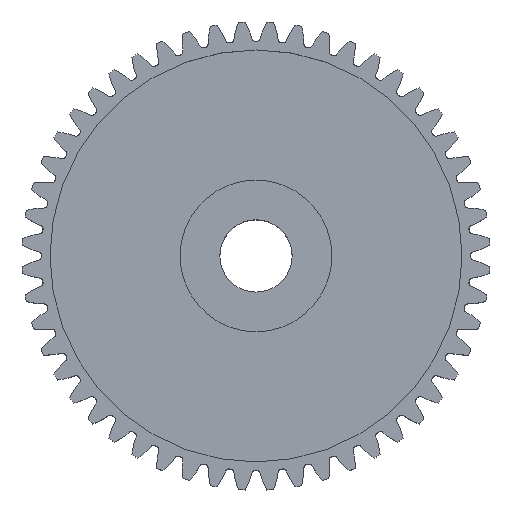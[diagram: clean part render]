
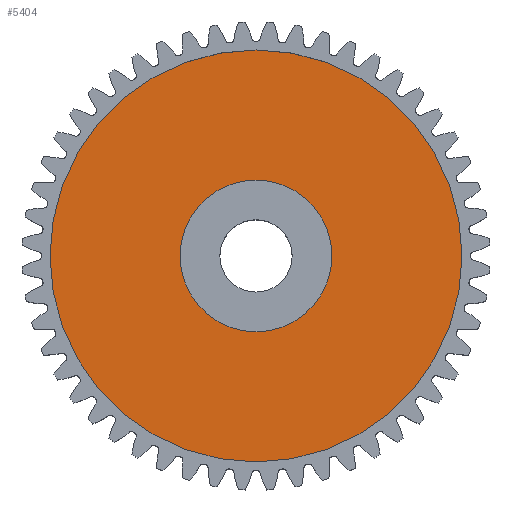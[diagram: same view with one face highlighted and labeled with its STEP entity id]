
A CAD part, top view. The second image highlights one B-rep face of the part: STEP entity #5404.
In plain terms, the highlighted planar face has unit normal (0, 0, 1).
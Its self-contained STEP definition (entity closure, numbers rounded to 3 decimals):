
#182 = FACE_OUTER_BOUND ( 'NONE', #5416, .T. ) ;
#183 = DIRECTION ( 'NONE',  ( -1., 0., 0. ) ) ;
#184 = DIRECTION ( 'NONE',  ( 0., 0., -1. ) ) ;
#190 = DIRECTION ( 'NONE',  ( -1., 0., 0. ) ) ;
#191 = DIRECTION ( 'NONE',  ( 0., 0., -1. ) ) ;
#192 = AXIS2_PLACEMENT_3D ( 'NONE', #232, #191, #190 ) ;
#193 = DIRECTION ( 'NONE',  ( -1., 0., 0. ) ) ;
#194 = DIRECTION ( 'NONE',  ( 0., 0., -1. ) ) ;
#195 = CARTESIAN_POINT ( 'NONE',  ( 0., 0., 7.75 ) ) ;
#196 = AXIS2_PLACEMENT_3D ( 'NONE', #195, #194, #193 ) ;
#198 = FACE_BOUND ( 'NONE', #5396, .T. ) ;
#217 = PLANE ( 'NONE',  #196 ) ;
#218 = CIRCLE ( 'NONE', #225, 28.5 ) ;
#224 = CARTESIAN_POINT ( 'NONE',  ( 0., 0., 7.75 ) ) ;
#225 = AXIS2_PLACEMENT_3D ( 'NONE', #224, #184, #183 ) ;
#231 = CIRCLE ( 'NONE', #192, 10.5 ) ;
#232 = CARTESIAN_POINT ( 'NONE',  ( 0., 0., 7.75 ) ) ;
#457 = CARTESIAN_POINT ( 'NONE',  ( 10.5, 0., 7.75 ) ) ;
#484 = AXIS2_PLACEMENT_3D ( 'NONE', #502, #501, #500 ) ;
#488 = CIRCLE ( 'NONE', #484, 10.5 ) ;
#500 = DIRECTION ( 'NONE',  ( -1., 0., 0. ) ) ;
#501 = DIRECTION ( 'NONE',  ( 0., 0., -1. ) ) ;
#502 = CARTESIAN_POINT ( 'NONE',  ( 0., 0., 7.75 ) ) ;
#742 = CARTESIAN_POINT ( 'NONE',  ( 28.5, 0., 7.75 ) ) ;
#744 = AXIS2_PLACEMENT_3D ( 'NONE', #786, #785, #784 ) ;
#751 = CARTESIAN_POINT ( 'NONE',  ( -28.5, 0., 7.75 ) ) ;
#762 = CIRCLE ( 'NONE', #744, 28.5 ) ;
#784 = DIRECTION ( 'NONE',  ( -1., 0., 0. ) ) ;
#785 = DIRECTION ( 'NONE',  ( 0., 0., -1. ) ) ;
#786 = CARTESIAN_POINT ( 'NONE',  ( 0., 0., 7.75 ) ) ;
#841 = CARTESIAN_POINT ( 'NONE',  ( -10.5, 0., 7.75 ) ) ;
#5395 = EDGE_CURVE ( 'NONE', #5564, #5852, #231, .T. ) ;
#5396 = EDGE_LOOP ( 'NONE', ( #5405, #5415 ) ) ;
#5400 = EDGE_CURVE ( 'NONE', #5773, #5777, #218, .T. ) ;
#5404 = ADVANCED_FACE ( 'NONE', ( #198, #182 ), #217, .F. ) ;
#5405 = ORIENTED_EDGE ( 'NONE', *, *, #5606, .T. ) ;
#5415 = ORIENTED_EDGE ( 'NONE', *, *, #5395, .T. ) ;
#5416 = EDGE_LOOP ( 'NONE', ( #5417, #5419 ) ) ;
#5417 = ORIENTED_EDGE ( 'NONE', *, *, #5400, .F. ) ;
#5419 = ORIENTED_EDGE ( 'NONE', *, *, #5776, .F. ) ;
#5564 = VERTEX_POINT ( 'NONE', #457 ) ;
#5606 = EDGE_CURVE ( 'NONE', #5852, #5564, #488, .T. ) ;
#5773 = VERTEX_POINT ( 'NONE', #751 ) ;
#5776 = EDGE_CURVE ( 'NONE', #5777, #5773, #762, .T. ) ;
#5777 = VERTEX_POINT ( 'NONE', #742 ) ;
#5852 = VERTEX_POINT ( 'NONE', #841 ) ;
